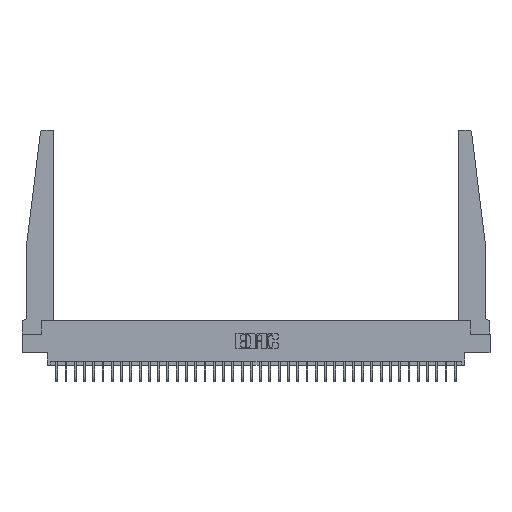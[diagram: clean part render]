
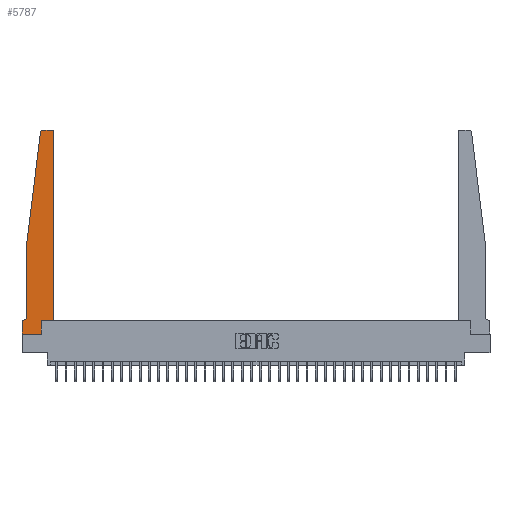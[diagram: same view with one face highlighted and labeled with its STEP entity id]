
A CAD part, top view. The second image highlights one B-rep face of the part: STEP entity #5787.
In plain terms, the highlighted planar face has unit normal (0, 0, 1).
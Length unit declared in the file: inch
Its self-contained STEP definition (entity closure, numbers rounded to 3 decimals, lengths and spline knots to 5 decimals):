
#114 = ORIENTED_EDGE ( 'NONE', *, *, #10028, .T. ) ;
#195 = CARTESIAN_POINT ( 'NONE',  ( 0.425, 0.18, 0.37 ) ) ;
#1943 = EDGE_CURVE ( 'NONE', #19107, #19831, #22426, .T. ) ;
#2115 = ORIENTED_EDGE ( 'NONE', *, *, #11495, .T. ) ;
#2234 = CARTESIAN_POINT ( 'NONE',  ( 0.065, 1.25, 0.37 ) ) ;
#2551 = LINE ( 'NONE', #195, #4448 ) ;
#3266 = CARTESIAN_POINT ( 'NONE',  ( 0., 0., 0.37 ) ) ;
#3334 = DIRECTION ( 'NONE',  ( 0., -1., 0. ) ) ;
#3773 = CARTESIAN_POINT ( 'NONE',  ( 0.27653, 2.75, 0.37 ) ) ;
#3823 = CARTESIAN_POINT ( 'NONE',  ( 0.395, 2.75, 0.37 ) ) ;
#4003 = CARTESIAN_POINT ( 'NONE',  ( 0.2605, 0., 0.37 ) ) ;
#4063 = ORIENTED_EDGE ( 'NONE', *, *, #34704, .T. ) ;
#4448 = VECTOR ( 'NONE', #11204, 39.37008 ) ;
#4516 = VERTEX_POINT ( 'NONE', #21191 ) ;
#4521 = LINE ( 'NONE', #29353, #18008 ) ;
#5742 = VERTEX_POINT ( 'NONE', #31175 ) ;
#5787 = ADVANCED_FACE ( 'NONE', ( #19410 ), #24616, .T. ) ;
#6765 = DIRECTION ( 'NONE',  ( 0., 0., 1. ) ) ;
#7493 = VERTEX_POINT ( 'NONE', #22864 ) ;
#7769 = DIRECTION ( 'NONE',  ( 0., 0., 1. ) ) ;
#7847 = EDGE_CURVE ( 'NONE', #16544, #23539, #17586, .T. ) ;
#7892 = VECTOR ( 'NONE', #17039, 39.37008 ) ;
#8059 = VERTEX_POINT ( 'NONE', #2234 ) ;
#8451 = CARTESIAN_POINT ( 'NONE',  ( 0.015, 0.1875, 0.37 ) ) ;
#8840 = CIRCLE ( 'NONE', #24348, 0.05 ) ;
#9409 = AXIS2_PLACEMENT_3D ( 'NONE', #35125, #7769, #10101 ) ;
#10007 = AXIS2_PLACEMENT_3D ( 'NONE', #24088, #16521, #35084 ) ;
#10028 = EDGE_CURVE ( 'NONE', #19831, #11241, #17343, .T. ) ;
#10101 = DIRECTION ( 'NONE',  ( 1., 0., 0. ) ) ;
#10498 = CARTESIAN_POINT ( 'NONE',  ( 0.25, 2.75, 0.37 ) ) ;
#10963 = ORIENTED_EDGE ( 'NONE', *, *, #7847, .T. ) ;
#10980 = VECTOR ( 'NONE', #13716, 39.37008 ) ;
#11204 = DIRECTION ( 'NONE',  ( 1., 0., 0. ) ) ;
#11241 = VERTEX_POINT ( 'NONE', #4003 ) ;
#11495 = EDGE_CURVE ( 'NONE', #7493, #30528, #2551, .T. ) ;
#11581 = DIRECTION ( 'NONE',  ( 0., 1., 0. ) ) ;
#11758 = DIRECTION ( 'NONE',  ( 1., 0., 0. ) ) ;
#11969 = CARTESIAN_POINT ( 'NONE',  ( 0.425, 2.72, 0.37 ) ) ;
#13223 = VECTOR ( 'NONE', #28410, 39.37008 ) ;
#13260 = EDGE_CURVE ( 'NONE', #30060, #19107, #21862, .T. ) ;
#13657 = DIRECTION ( 'NONE',  ( 0., 0., -1. ) ) ;
#13716 = DIRECTION ( 'NONE',  ( -1., 0., 0. ) ) ;
#14389 = EDGE_CURVE ( 'NONE', #5742, #8059, #25521, .T. ) ;
#14823 = ORIENTED_EDGE ( 'NONE', *, *, #1943, .T. ) ;
#14994 = EDGE_CURVE ( 'NONE', #23539, #22762, #30262, .T. ) ;
#16440 = DIRECTION ( 'NONE',  ( -1., 0., 0. ) ) ;
#16521 = DIRECTION ( 'NONE',  ( 0., 0., 1. ) ) ;
#16544 = VERTEX_POINT ( 'NONE', #11969 ) ;
#16964 = CARTESIAN_POINT ( 'NONE',  ( 0.425, 0.18, 0.37 ) ) ;
#17039 = DIRECTION ( 'NONE',  ( 0., -1., 0. ) ) ;
#17343 = LINE ( 'NONE', #28308, #28608 ) ;
#17586 = CIRCLE ( 'NONE', #29089, 0.03 ) ;
#17763 = VECTOR ( 'NONE', #16440, 39.37008 ) ;
#18008 = VECTOR ( 'NONE', #18207, 39.37008 ) ;
#18207 = DIRECTION ( 'NONE',  ( 0., 1., 0. ) ) ;
#18636 = CARTESIAN_POINT ( 'NONE',  ( 0.065, 0.1875, 0.37 ) ) ;
#18694 = ORIENTED_EDGE ( 'NONE', *, *, #27209, .T. ) ;
#18721 = DIRECTION ( 'NONE',  ( -1., 0., 0. ) ) ;
#19107 = VERTEX_POINT ( 'NONE', #20484 ) ;
#19410 = FACE_OUTER_BOUND ( 'NONE', #26285, .T. ) ;
#19831 = VERTEX_POINT ( 'NONE', #3266 ) ;
#20438 = DIRECTION ( 'NONE',  ( 1., 0., 0. ) ) ;
#20484 = CARTESIAN_POINT ( 'NONE',  ( 0., 0.1875, 0.37 ) ) ;
#20896 = ORIENTED_EDGE ( 'NONE', *, *, #14389, .T. ) ;
#20897 = CIRCLE ( 'NONE', #9409, 0.03 ) ;
#21191 = CARTESIAN_POINT ( 'NONE',  ( 0.065, 0.2375, 0.37 ) ) ;
#21862 = LINE ( 'NONE', #18636, #17763 ) ;
#21954 = ORIENTED_EDGE ( 'NONE', *, *, #13260, .T. ) ;
#22426 = LINE ( 'NONE', #33038, #34082 ) ;
#22762 = VERTEX_POINT ( 'NONE', #3773 ) ;
#22864 = CARTESIAN_POINT ( 'NONE',  ( 0.2605, 0.18, 0.37 ) ) ;
#23539 = VERTEX_POINT ( 'NONE', #3823 ) ;
#24088 = CARTESIAN_POINT ( 'NONE',  ( 0., 0.1875, 0.37 ) ) ;
#24348 = AXIS2_PLACEMENT_3D ( 'NONE', #32917, #13657, #18721 ) ;
#24521 = ORIENTED_EDGE ( 'NONE', *, *, #34416, .T. ) ;
#24616 = PLANE ( 'NONE',  #10007 ) ;
#24772 = LINE ( 'NONE', #33417, #7892 ) ;
#25035 = ORIENTED_EDGE ( 'NONE', *, *, #14994, .T. ) ;
#25220 = EDGE_CURVE ( 'NONE', #11241, #7493, #4521, .T. ) ;
#25521 = LINE ( 'NONE', #26229, #13223 ) ;
#26027 = VECTOR ( 'NONE', #11581, 39.37008 ) ;
#26229 = CARTESIAN_POINT ( 'NONE',  ( 0.065, 1.25, 0.37 ) ) ;
#26285 = EDGE_LOOP ( 'NONE', ( #25035, #4063, #20896, #33392, #18694, #21954, #14823, #114, #32853, #2115, #24521, #10963 ) ) ;
#27209 = EDGE_CURVE ( 'NONE', #4516, #30060, #8840, .T. ) ;
#27969 = CARTESIAN_POINT ( 'NONE',  ( 0.425, 0.18, 0.37 ) ) ;
#28308 = CARTESIAN_POINT ( 'NONE',  ( 0., 0., 0.37 ) ) ;
#28410 = DIRECTION ( 'NONE',  ( -0.122, -0.992, 0. ) ) ;
#28608 = VECTOR ( 'NONE', #11758, 39.37008 ) ;
#28873 = CARTESIAN_POINT ( 'NONE',  ( 0.395, 2.72, 0.37 ) ) ;
#29089 = AXIS2_PLACEMENT_3D ( 'NONE', #28873, #6765, #20438 ) ;
#29353 = CARTESIAN_POINT ( 'NONE',  ( 0.2605, 0.18, 0.37 ) ) ;
#30060 = VERTEX_POINT ( 'NONE', #8451 ) ;
#30262 = LINE ( 'NONE', #10498, #10980 ) ;
#30528 = VERTEX_POINT ( 'NONE', #27969 ) ;
#31002 = LINE ( 'NONE', #16964, #26027 ) ;
#31175 = CARTESIAN_POINT ( 'NONE',  ( 0.24675, 2.72367, 0.37 ) ) ;
#31819 = EDGE_CURVE ( 'NONE', #8059, #4516, #24772, .T. ) ;
#32853 = ORIENTED_EDGE ( 'NONE', *, *, #25220, .T. ) ;
#32917 = CARTESIAN_POINT ( 'NONE',  ( 0.015, 0.2375, 0.37 ) ) ;
#33038 = CARTESIAN_POINT ( 'NONE',  ( 0., 0., 0.37 ) ) ;
#33392 = ORIENTED_EDGE ( 'NONE', *, *, #31819, .T. ) ;
#33417 = CARTESIAN_POINT ( 'NONE',  ( 0.065, 1.25, 0.37 ) ) ;
#34082 = VECTOR ( 'NONE', #3334, 39.37008 ) ;
#34416 = EDGE_CURVE ( 'NONE', #30528, #16544, #31002, .T. ) ;
#34704 = EDGE_CURVE ( 'NONE', #22762, #5742, #20897, .T. ) ;
#35084 = DIRECTION ( 'NONE',  ( 1., 0., 0. ) ) ;
#35125 = CARTESIAN_POINT ( 'NONE',  ( 0.27653, 2.72, 0.37 ) ) ;
